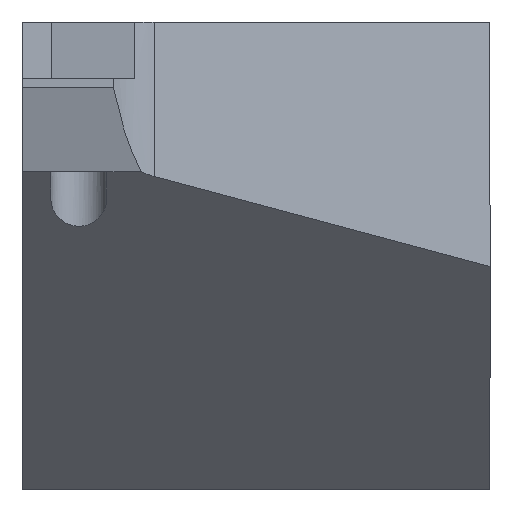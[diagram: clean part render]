
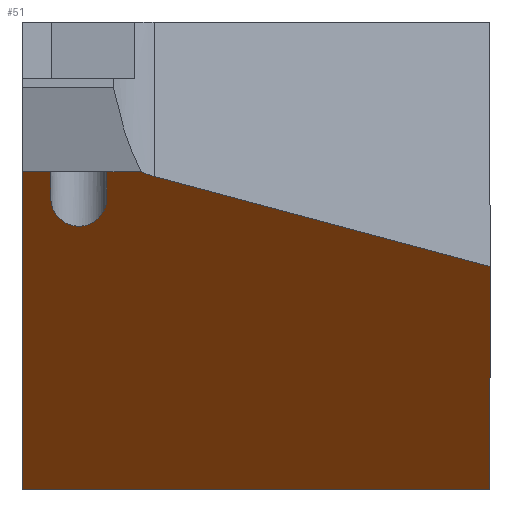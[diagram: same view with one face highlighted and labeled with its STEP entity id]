
A CAD part, left-side view. The second image highlights one B-rep face of the part: STEP entity #51.
In plain terms, the highlighted planar face has unit normal (-0.707, 0, -0.707).
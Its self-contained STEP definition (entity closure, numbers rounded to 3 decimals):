
#40 = VECTOR ( 'NONE', #122, 1000. ) ;
#51 = ADVANCED_FACE ( 'NONE', ( #1147 ), #519, .T. ) ;
#71 = LINE ( 'NONE', #1426, #1370 ) ;
#75 = VERTEX_POINT ( 'NONE', #983 ) ;
#104 = ORIENTED_EDGE ( 'NONE', *, *, #817, .T. ) ;
#109 = VERTEX_POINT ( 'NONE', #1270 ) ;
#122 = DIRECTION ( 'NONE',  ( 0., -1., 0. ) ) ;
#139 = LINE ( 'NONE', #622, #156 ) ;
#156 = VECTOR ( 'NONE', #262, 1000. ) ;
#179 = CARTESIAN_POINT ( 'NONE',  ( -118.541, 17.933, 4.247 ) ) ;
#192 = CARTESIAN_POINT ( 'NONE',  ( -114.386, 23.464, 0.091 ) ) ;
#199 =( BOUNDED_CURVE ( )  B_SPLINE_CURVE ( 3, ( #1534, #453, #921, #179 ),
 .UNSPECIFIED., .F., .F. ) 
 B_SPLINE_CURVE_WITH_KNOTS ( ( 4, 4 ),
 ( 2.7, 2.88 ),
 .UNSPECIFIED. ) 
 CURVE ( )  GEOMETRIC_REPRESENTATION_ITEM ( )  RATIONAL_B_SPLINE_CURVE ( ( 1., 0.997, 0.997, 1. ) ) 
 REPRESENTATION_ITEM ( '' )  );
#206 = CARTESIAN_POINT ( 'NONE',  ( -118.794, 188.875, 4.5 ) ) ;
#214 = DIRECTION ( 'NONE',  ( 0., -1., 0. ) ) ;
#230 = VERTEX_POINT ( 'NONE', #1412 ) ;
#235 = LINE ( 'NONE', #1224, #1290 ) ;
#253 = ORIENTED_EDGE ( 'NONE', *, *, #1492, .T. ) ;
#262 = DIRECTION ( 'NONE',  ( 0.707, 0., -0.707 ) ) ;
#264 = CARTESIAN_POINT ( 'NONE',  ( -113.736, 0., -0.558 ) ) ;
#276 = VECTOR ( 'NONE', #214, 1000. ) ;
#281 = ORIENTED_EDGE ( 'NONE', *, *, #1346, .F. ) ;
#295 = CARTESIAN_POINT ( 'NONE',  ( -117.386, 20.464, 3.091 ) ) ;
#297 =( BOUNDED_CURVE ( )  B_SPLINE_CURVE ( 3, ( #1178, #192, #802, #295 ),
 .UNSPECIFIED., .F., .F. ) 
 B_SPLINE_CURVE_WITH_KNOTS ( ( 4, 4 ),
 ( 1.571, 4.712 ),
 .UNSPECIFIED. ) 
 CURVE ( )  GEOMETRIC_REPRESENTATION_ITEM ( )  RATIONAL_B_SPLINE_CURVE ( ( 1., 0.333, 0.333, 1. ) ) 
 REPRESENTATION_ITEM ( '' )  );
#301 = ORIENTED_EDGE ( 'NONE', *, *, #400, .F. ) ;
#340 = EDGE_CURVE ( 'NONE', #751, #897, #235, .T. ) ;
#372 = DIRECTION ( 'NONE',  ( -0.707, 0., 0.707 ) ) ;
#400 = EDGE_CURVE ( 'NONE', #472, #751, #982, .T. ) ;
#437 = VECTOR ( 'NONE', #564, 1000. ) ;
#447 = LINE ( 'NONE', #673, #814 ) ;
#453 = CARTESIAN_POINT ( 'NONE',  ( -118.689, 18.4, 4.395 ) ) ;
#454 = VERTEX_POINT ( 'NONE', #1206 ) ;
#465 = CARTESIAN_POINT ( 'NONE',  ( -118.794, 25., 4.5 ) ) ;
#472 = VERTEX_POINT ( 'NONE', #465 ) ;
#517 = VERTEX_POINT ( 'NONE', #264 ) ;
#519 = PLANE ( 'NONE',  #1315 ) ;
#526 = EDGE_CURVE ( 'NONE', #454, #517, #1247, .T. ) ;
#553 = CARTESIAN_POINT ( 'NONE',  ( -118.794, 20.464, 4.5 ) ) ;
#564 = DIRECTION ( 'NONE',  ( -0.707, 0., 0.707 ) ) ;
#609 = VERTEX_POINT ( 'NONE', #553 ) ;
#622 = CARTESIAN_POINT ( 'NONE',  ( -63.397, 25., -50.897 ) ) ;
#662 = EDGE_CURVE ( 'NONE', #667, #454, #199, .T. ) ;
#667 = VERTEX_POINT ( 'NONE', #813 ) ;
#673 = CARTESIAN_POINT ( 'NONE',  ( -63.397, 0., -50.897 ) ) ;
#675 = LINE ( 'NONE', #206, #276 ) ;
#679 = ORIENTED_EDGE ( 'NONE', *, *, #662, .F. ) ;
#695 = CARTESIAN_POINT ( 'NONE',  ( -118.794, 20.464, 4.5 ) ) ;
#736 = ORIENTED_EDGE ( 'NONE', *, *, #1186, .T. ) ;
#751 = VERTEX_POINT ( 'NONE', #1173 ) ;
#802 = CARTESIAN_POINT ( 'NONE',  ( -114.386, 20.464, 0.091 ) ) ;
#805 = DIRECTION ( 'NONE',  ( 0., -1., 0. ) ) ;
#813 = CARTESIAN_POINT ( 'NONE',  ( -118.794, 18.622, 4.5 ) ) ;
#814 = VECTOR ( 'NONE', #1047, 1000. ) ;
#817 = EDGE_CURVE ( 'NONE', #230, #517, #447, .T. ) ;
#846 = CARTESIAN_POINT ( 'NONE',  ( -118.794, 188.875, 4.5 ) ) ;
#861 = CARTESIAN_POINT ( 'NONE',  ( -107.476, -23.363, -6.818 ) ) ;
#897 = VERTEX_POINT ( 'NONE', #1480 ) ;
#902 = DIRECTION ( 'NONE',  ( -0.707, 0., -0.707 ) ) ;
#921 = CARTESIAN_POINT ( 'NONE',  ( -118.605, 18.17, 4.311 ) ) ;
#930 = ORIENTED_EDGE ( 'NONE', *, *, #1581, .F. ) ;
#982 = LINE ( 'NONE', #846, #40 ) ;
#983 = CARTESIAN_POINT ( 'NONE',  ( -101.794, 25., -12.5 ) ) ;
#1020 = CARTESIAN_POINT ( 'NONE',  ( -118.794, 188.875, 4.5 ) ) ;
#1047 = DIRECTION ( 'NONE',  ( -0.707, 0., 0.707 ) ) ;
#1141 = EDGE_LOOP ( 'NONE', ( #1253, #281, #1302, #301, #253, #736, #104, #1501, #679, #930 ) ) ;
#1147 = FACE_OUTER_BOUND ( 'NONE', #1141, .T. ) ;
#1173 = CARTESIAN_POINT ( 'NONE',  ( -118.794, 23.464, 4.5 ) ) ;
#1178 = CARTESIAN_POINT ( 'NONE',  ( -117.386, 23.464, 3.091 ) ) ;
#1186 = EDGE_CURVE ( 'NONE', #75, #230, #71, .T. ) ;
#1198 = EDGE_CURVE ( 'NONE', #109, #609, #1560, .T. ) ;
#1206 = CARTESIAN_POINT ( 'NONE',  ( -118.541, 17.933, 4.247 ) ) ;
#1224 = CARTESIAN_POINT ( 'NONE',  ( -118.794, 23.464, 4.5 ) ) ;
#1247 = LINE ( 'NONE', #861, #1510 ) ;
#1253 = ORIENTED_EDGE ( 'NONE', *, *, #1198, .F. ) ;
#1270 = CARTESIAN_POINT ( 'NONE',  ( -117.386, 20.464, 3.091 ) ) ;
#1290 = VECTOR ( 'NONE', #1458, 1000. ) ;
#1302 = ORIENTED_EDGE ( 'NONE', *, *, #340, .F. ) ;
#1315 = AXIS2_PLACEMENT_3D ( 'NONE', #1020, #902, #372 ) ;
#1346 = EDGE_CURVE ( 'NONE', #897, #109, #297, .T. ) ;
#1370 = VECTOR ( 'NONE', #805, 1000. ) ;
#1412 = CARTESIAN_POINT ( 'NONE',  ( -101.794, 0., -12.5 ) ) ;
#1426 = CARTESIAN_POINT ( 'NONE',  ( -101.794, 0., -12.5 ) ) ;
#1458 = DIRECTION ( 'NONE',  ( 0.707, 0., -0.707 ) ) ;
#1480 = CARTESIAN_POINT ( 'NONE',  ( -117.386, 23.464, 3.091 ) ) ;
#1492 = EDGE_CURVE ( 'NONE', #472, #75, #139, .T. ) ;
#1501 = ORIENTED_EDGE ( 'NONE', *, *, #526, .F. ) ;
#1509 = DIRECTION ( 'NONE',  ( 0.251, -0.935, -0.251 ) ) ;
#1510 = VECTOR ( 'NONE', #1509, 1000. ) ;
#1534 = CARTESIAN_POINT ( 'NONE',  ( -118.794, 18.622, 4.5 ) ) ;
#1560 = LINE ( 'NONE', #695, #437 ) ;
#1581 = EDGE_CURVE ( 'NONE', #609, #667, #675, .T. ) ;
